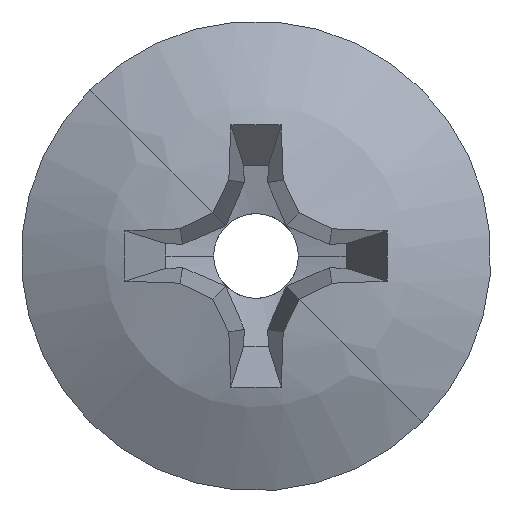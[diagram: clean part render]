
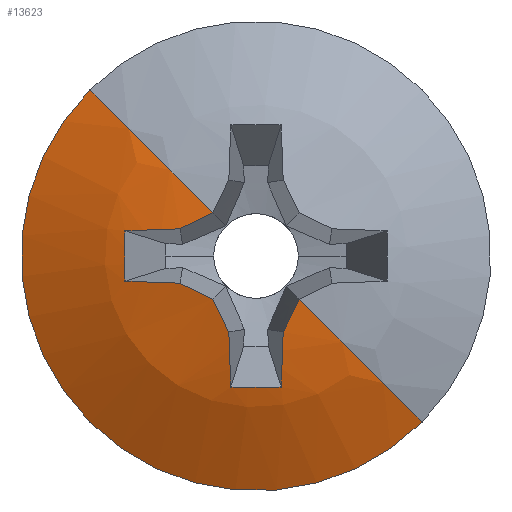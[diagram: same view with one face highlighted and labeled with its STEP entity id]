
A CAD part, left-side view. The second image highlights one B-rep face of the part: STEP entity #13623.
In plain terms, the highlighted spherical face has radius 3.842 mm.
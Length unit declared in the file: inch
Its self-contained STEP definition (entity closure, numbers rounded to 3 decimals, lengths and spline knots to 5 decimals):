
#6110=CARTESIAN_POINT('',(0.0911,0.00973,
0.00973));
#6111=DIRECTION('',(-0.155,0.699,0.699));
#6112=DIRECTION('',(-0.943,0.106,-0.316));
#6113=AXIS2_PLACEMENT_3D('',#6110,#6111,#6112);
#6115=CARTESIAN_POINT('',(-0.05655,0.,-0.02088));
#6116=CARTESIAN_POINT('',(-0.05649,0.00125,
-0.02133));
#6117=CARTESIAN_POINT('',(-0.05633,0.00377,
-0.02222));
#6118=CARTESIAN_POINT('',(-0.05598,0.00762,
-0.02356));
#6119=CARTESIAN_POINT('',(-0.05564,0.01042,
-0.02452));
#6120=CARTESIAN_POINT('',(-0.05544,0.01187,
-0.02502));
#6122=CARTESIAN_POINT('',(-0.05544,-0.01187,
-0.02502));
#6123=CARTESIAN_POINT('',(-0.05564,-0.01041,
-0.02452));
#6124=CARTESIAN_POINT('',(-0.05598,-0.00759,
-0.02355));
#6125=CARTESIAN_POINT('',(-0.05634,-0.0037,
-0.02219));
#6126=CARTESIAN_POINT('',(-0.05649,-0.00123,
-0.02132));
#6127=CARTESIAN_POINT('',(-0.05655,0.,-0.02088));
#6129=CARTESIAN_POINT('',(0.0911,-0.00973,
0.00973));
#6130=DIRECTION('',(-0.155,-0.699,0.699));
#6131=DIRECTION('',(-0.973,-0.014,-0.231));
#6132=AXIS2_PLACEMENT_3D('',#6129,#6130,#6131);
#6134=CARTESIAN_POINT('',(0.08185,0.0159,
0.0159));
#6135=DIRECTION('',(-0.453,0.631,0.631));
#6136=DIRECTION('',(-0.89,-0.279,-0.36));
#6137=AXIS2_PLACEMENT_3D('',#6134,#6135,#6136);
#6139=CARTESIAN_POINT('',(0.0911,0.00973,
-0.00973));
#6140=DIRECTION('',(-0.155,0.699,-0.699));
#6141=DIRECTION('',(-0.943,-0.316,-0.106));
#6142=AXIS2_PLACEMENT_3D('',#6139,#6140,#6141);
#6144=CARTESIAN_POINT('',(-0.05655,-0.02088,0.));
#6145=CARTESIAN_POINT('',(-0.05649,-0.02132,
-0.00123));
#6146=CARTESIAN_POINT('',(-0.05634,-0.0222,
-0.00371));
#6147=CARTESIAN_POINT('',(-0.05597,-0.02358,
-0.00769));
#6148=CARTESIAN_POINT('',(-0.05564,-0.02454,
-0.01045));
#6149=CARTESIAN_POINT('',(-0.05544,-0.02502,
-0.01187));
#6151=CARTESIAN_POINT('',(0.09326,0.,0.));
#6152=DIRECTION('',(0.,0.,-1.));
#6153=DIRECTION('',(-0.847,-0.532,0.));
#6154=AXIS2_PLACEMENT_3D('',#6151,#6152,#6153);
#6156=CARTESIAN_POINT('',(-0.0348,0.,0.));
#6157=DIRECTION('',(-1.,0.,0.));
#6158=DIRECTION('',(0.,1.,0.));
#6159=AXIS2_PLACEMENT_3D('',#6156,#6157,#6158);
#6161=CARTESIAN_POINT('',(0.09326,0.,0.));
#6162=DIRECTION('',(0.,0.,1.));
#6163=DIRECTION('',(-0.847,0.532,0.));
#6164=AXIS2_PLACEMENT_3D('',#6161,#6162,#6163);
#6166=CARTESIAN_POINT('',(-0.05544,0.02502,
-0.01187));
#6167=CARTESIAN_POINT('',(-0.05564,0.02454,
-0.01045));
#6168=CARTESIAN_POINT('',(-0.05597,0.02359,
-0.00769));
#6169=CARTESIAN_POINT('',(-0.05634,0.0222,
-0.00371));
#6170=CARTESIAN_POINT('',(-0.05649,0.02132,
-0.00123));
#6171=CARTESIAN_POINT('',(-0.05655,0.02088,0.));
#6173=CARTESIAN_POINT('',(0.0911,-0.00973,
-0.00973));
#6174=DIRECTION('',(0.155,0.699,0.699));
#6175=DIRECTION('',(-0.943,0.316,-0.106));
#6176=AXIS2_PLACEMENT_3D('',#6173,#6174,#6175);
#6178=CARTESIAN_POINT('',(0.08185,-0.0159,
0.0159));
#6179=DIRECTION('',(0.453,0.631,-0.631));
#6180=DIRECTION('',(-0.89,0.279,-0.36));
#6181=AXIS2_PLACEMENT_3D('',#6178,#6179,#6180);
#6290=CARTESIAN_POINT('',(-0.05655,-0.02088,0.));
#6336=CARTESIAN_POINT('',(-0.05655,0.02088,0.));
#6553=CARTESIAN_POINT('',(-0.0348,0.0805,0.));
#6555=VERTEX_POINT('',#6553);
#6557=CARTESIAN_POINT('',(-0.0348,-0.0805,0.));
#6559=VERTEX_POINT('',#6557);
#6656=VERTEX_POINT('',#6290);
#6671=VERTEX_POINT('',#6336);
#6672=CARTESIAN_POINT('',(-0.05092,0.02568,
-0.03783));
#6673=CARTESIAN_POINT('',(-0.05544,0.01187,
-0.02502));
#6674=VERTEX_POINT('',#6672);
#6675=VERTEX_POINT('',#6673);
#6676=VERTEX_POINT('',#6115);
#6677=VERTEX_POINT('',#6122);
#6678=CARTESIAN_POINT('',(-0.05092,-0.02568,
-0.03783));
#6679=VERTEX_POINT('',#6678);
#6680=CARTESIAN_POINT('',(-0.05092,-0.03783,
-0.02568));
#6681=VERTEX_POINT('',#6680);
#6682=CARTESIAN_POINT('',(-0.05544,-0.02502,
-0.01187));
#6683=VERTEX_POINT('',#6682);
#6684=VERTEX_POINT('',#6166);
#6685=CARTESIAN_POINT('',(-0.05092,0.03783,
-0.02568));
#6686=VERTEX_POINT('',#6685);
#13591=CARTESIAN_POINT('',(0.09326,0.,0.));
#13592=DIRECTION('',(1.,0.,0.));
#13593=DIRECTION('',(0.,-1.,0.));
#13594=AXIS2_PLACEMENT_3D('',#13591,#13592,#13593);
#13595=SPHERICAL_SURFACE('',#13594,0.15126);
#13597=ORIENTED_EDGE('',*,*,#13596,.T.);
#13599=ORIENTED_EDGE('',*,*,#13598,.F.);
#13601=ORIENTED_EDGE('',*,*,#13600,.F.);
#13603=ORIENTED_EDGE('',*,*,#13602,.T.);
#13605=ORIENTED_EDGE('',*,*,#13604,.T.);
#13607=ORIENTED_EDGE('',*,*,#13606,.T.);
#13609=ORIENTED_EDGE('',*,*,#13608,.F.);
#13611=ORIENTED_EDGE('',*,*,#13610,.F.);
#13612=ORIENTED_EDGE('',*,*,#13584,.F.);
#13614=ORIENTED_EDGE('',*,*,#13613,.T.);
#13616=ORIENTED_EDGE('',*,*,#13615,.F.);
#13618=ORIENTED_EDGE('',*,*,#13617,.F.);
#13620=ORIENTED_EDGE('',*,*,#13619,.F.);
#13621=EDGE_LOOP('',(#13597,#13599,#13601,#13603,#13605,#13607,#13609,#13611,
#13612,#13614,#13616,#13618,#13620));
#13622=FACE_OUTER_BOUND('',#13621,.F.);
#6114=CIRCLE('',#6113,0.15062);
#6121=B_SPLINE_CURVE_WITH_KNOTS('',3,(#6115,#6116,#6117,#6118,#6119,#6120),
.UNSPECIFIED.,.F.,.F.,(4,1,1,4),(0.,0.33333,0.66667,1.),
.UNSPECIFIED.);
#6128=B_SPLINE_CURVE_WITH_KNOTS('',3,(#6122,#6123,#6124,#6125,#6126,#6127),
.UNSPECIFIED.,.F.,.F.,(4,1,1,4),(0.,0.33333,0.66667,1.),
.UNSPECIFIED.);
#6133=CIRCLE('',#6132,0.15062);
#6138=CIRCLE('',#6137,0.14914);
#6143=CIRCLE('',#6142,0.15062);
#6150=B_SPLINE_CURVE_WITH_KNOTS('',3,(#6144,#6145,#6146,#6147,#6148,#6149),
.UNSPECIFIED.,.F.,.F.,(4,1,1,4),(0.,0.33333,0.66667,1.),
.UNSPECIFIED.);
#6155=CIRCLE('',#6154,0.15126);
#6160=CIRCLE('',#6159,0.0805);
#6165=CIRCLE('',#6164,0.15126);
#6172=B_SPLINE_CURVE_WITH_KNOTS('',3,(#6166,#6167,#6168,#6169,#6170,#6171),
.UNSPECIFIED.,.F.,.F.,(4,1,1,4),(0.,0.33333,0.66667,1.),
.UNSPECIFIED.);
#6177=CIRCLE('',#6176,0.15062);
#6182=CIRCLE('',#6181,0.14914);
#13584=EDGE_CURVE('',#6555,#6559,#6160,.T.);
#13596=EDGE_CURVE('',#6674,#6675,#6114,.T.);
#13598=EDGE_CURVE('',#6676,#6675,#6121,.T.);
#13600=EDGE_CURVE('',#6677,#6676,#6128,.T.);
#13602=EDGE_CURVE('',#6677,#6679,#6133,.T.);
#13604=EDGE_CURVE('',#6679,#6681,#6138,.T.);
#13606=EDGE_CURVE('',#6681,#6683,#6143,.T.);
#13608=EDGE_CURVE('',#6656,#6683,#6150,.T.);
#13610=EDGE_CURVE('',#6559,#6656,#6155,.T.);
#13613=EDGE_CURVE('',#6555,#6671,#6165,.T.);
#13615=EDGE_CURVE('',#6684,#6671,#6172,.T.);
#13617=EDGE_CURVE('',#6686,#6684,#6177,.T.);
#13619=EDGE_CURVE('',#6674,#6686,#6182,.T.);
#13623=ADVANCED_FACE('',(#13622),#13595,.T.);
